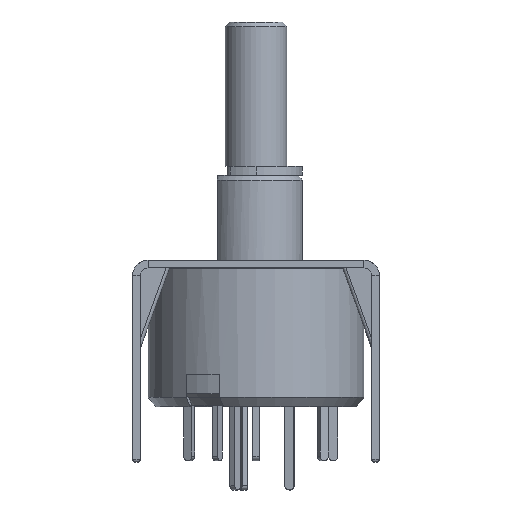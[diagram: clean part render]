
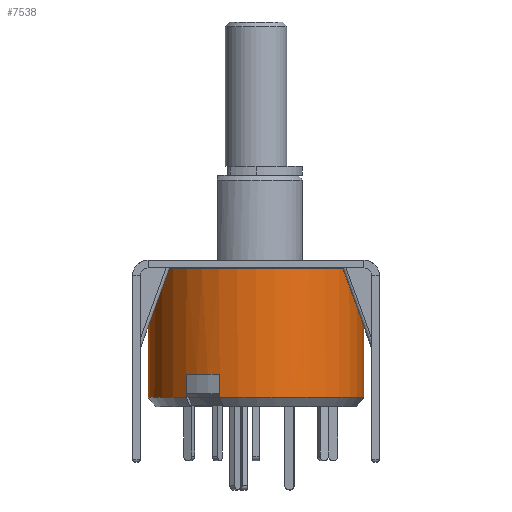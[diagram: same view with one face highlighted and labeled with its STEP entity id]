
A CAD part, front view. The second image highlights one B-rep face of the part: STEP entity #7538.
In plain terms, the highlighted cylindrical face has radius 7 mm (diameter 14 mm), a partial arc.
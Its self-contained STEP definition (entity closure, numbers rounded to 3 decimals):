
#410 = VECTOR ( 'NONE', #9991, 1000. ) ;
#556 = CARTESIAN_POINT ( 'NONE',  ( -7., 0., 9. ) ) ;
#711 = DIRECTION ( 'NONE',  ( 1., 0., 0. ) ) ;
#766 = ORIENTED_EDGE ( 'NONE', *, *, #7152, .T. ) ;
#978 = DIRECTION ( 'NONE',  ( -1., 0., 0. ) ) ;
#1183 = AXIS2_PLACEMENT_3D ( 'NONE', #9223, #4524, #7373 ) ;
#1326 = ORIENTED_EDGE ( 'NONE', *, *, #9630, .T. ) ;
#1329 = DIRECTION ( 'NONE',  ( 0., 0., -1. ) ) ;
#1667 = EDGE_CURVE ( 'NONE', #7971, #8422, #5352, .T. ) ;
#2000 = CARTESIAN_POINT ( 'NONE',  ( 0., 0., 0.95 ) ) ;
#2138 = CARTESIAN_POINT ( 'NONE',  ( -2.361, -6.59, 9. ) ) ;
#2299 = CIRCLE ( 'NONE', #4605, 7. ) ;
#2389 = VECTOR ( 'NONE', #6491, 1000. ) ;
#2427 = CARTESIAN_POINT ( 'NONE',  ( -2.361, -6.59, -5.9 ) ) ;
#2494 = CARTESIAN_POINT ( 'NONE',  ( 7., 0., -7.4 ) ) ;
#2651 = VERTEX_POINT ( 'NONE', #4691 ) ;
#2683 = DIRECTION ( 'NONE',  ( 0., 0., 1. ) ) ;
#2722 = DIRECTION ( 'NONE',  ( -1., 0., 0. ) ) ;
#2986 = DIRECTION ( 'NONE',  ( -1., 0., 0. ) ) ;
#3016 = CYLINDRICAL_SURFACE ( 'NONE', #5029, 7. ) ;
#3191 = CARTESIAN_POINT ( 'NONE',  ( -2.361, -6.59, -7.4 ) ) ;
#3243 = VECTOR ( 'NONE', #9254, 1000. ) ;
#3285 = CARTESIAN_POINT ( 'NONE',  ( -7., 0., -7.4 ) ) ;
#3363 = VERTEX_POINT ( 'NONE', #5678 ) ;
#3430 = VERTEX_POINT ( 'NONE', #7805 ) ;
#3983 = CIRCLE ( 'NONE', #9860, 7. ) ;
#4193 = ORIENTED_EDGE ( 'NONE', *, *, #10163, .F. ) ;
#4521 = VERTEX_POINT ( 'NONE', #2427 ) ;
#4524 = DIRECTION ( 'NONE',  ( 0., 0., -1. ) ) ;
#4594 = CARTESIAN_POINT ( 'NONE',  ( 7., 0., 9. ) ) ;
#4605 = AXIS2_PLACEMENT_3D ( 'NONE', #2000, #9378, #2986 ) ;
#4691 = CARTESIAN_POINT ( 'NONE',  ( -4.526, -5.34, -7.4 ) ) ;
#4845 = ORIENTED_EDGE ( 'NONE', *, *, #10657, .T. ) ;
#4883 = LINE ( 'NONE', #4594, #2389 ) ;
#5029 = AXIS2_PLACEMENT_3D ( 'NONE', #6583, #11122, #978 ) ;
#5352 = CIRCLE ( 'NONE', #8193, 7. ) ;
#5379 = ORIENTED_EDGE ( 'NONE', *, *, #7763, .T. ) ;
#5610 = FACE_OUTER_BOUND ( 'NONE', #5684, .T. ) ;
#5678 = CARTESIAN_POINT ( 'NONE',  ( -7., 0., 0.95 ) ) ;
#5684 = EDGE_LOOP ( 'NONE', ( #8366, #9474, #4845, #4193, #766, #1326, #5379, #7321 ) ) ;
#5872 = CIRCLE ( 'NONE', #1183, 7. ) ;
#6140 = EDGE_CURVE ( 'NONE', #3430, #7971, #4883, .T. ) ;
#6491 = DIRECTION ( 'NONE',  ( 0., 0., -1. ) ) ;
#6583 = CARTESIAN_POINT ( 'NONE',  ( 0., 0., 9. ) ) ;
#7152 = EDGE_CURVE ( 'NONE', #2651, #11737, #9432, .T. ) ;
#7321 = ORIENTED_EDGE ( 'NONE', *, *, #1667, .F. ) ;
#7373 = DIRECTION ( 'NONE',  ( 1., 0., 0. ) ) ;
#7538 = ADVANCED_FACE ( 'NONE', ( #5610 ), #3016, .T. ) ;
#7763 = EDGE_CURVE ( 'NONE', #4521, #8422, #10150, .T. ) ;
#7805 = CARTESIAN_POINT ( 'NONE',  ( 7., 0., 0.95 ) ) ;
#7857 = VERTEX_POINT ( 'NONE', #3285 ) ;
#7971 = VERTEX_POINT ( 'NONE', #2494 ) ;
#8193 = AXIS2_PLACEMENT_3D ( 'NONE', #11788, #8922, #711 ) ;
#8366 = ORIENTED_EDGE ( 'NONE', *, *, #6140, .F. ) ;
#8422 = VERTEX_POINT ( 'NONE', #3191 ) ;
#8794 = CARTESIAN_POINT ( 'NONE',  ( -4.526, -5.34, -5.9 ) ) ;
#8922 = DIRECTION ( 'NONE',  ( 0., 0., -1. ) ) ;
#9136 = EDGE_CURVE ( 'NONE', #3430, #3363, #2299, .T. ) ;
#9223 = CARTESIAN_POINT ( 'NONE',  ( 0., 0., -7.4 ) ) ;
#9254 = DIRECTION ( 'NONE',  ( 0., 0., -1. ) ) ;
#9281 = CARTESIAN_POINT ( 'NONE',  ( 0., 0., -5.9 ) ) ;
#9378 = DIRECTION ( 'NONE',  ( 0., 0., -1. ) ) ;
#9432 = LINE ( 'NONE', #10036, #410 ) ;
#9474 = ORIENTED_EDGE ( 'NONE', *, *, #9136, .T. ) ;
#9630 = EDGE_CURVE ( 'NONE', #11737, #4521, #3983, .T. ) ;
#9857 = VECTOR ( 'NONE', #1329, 1000. ) ;
#9860 = AXIS2_PLACEMENT_3D ( 'NONE', #9281, #2683, #2722 ) ;
#9991 = DIRECTION ( 'NONE',  ( 0., 0., 1. ) ) ;
#10036 = CARTESIAN_POINT ( 'NONE',  ( -4.526, -5.34, 9. ) ) ;
#10150 = LINE ( 'NONE', #2138, #9857 ) ;
#10163 = EDGE_CURVE ( 'NONE', #2651, #7857, #5872, .T. ) ;
#10657 = EDGE_CURVE ( 'NONE', #3363, #7857, #11124, .T. ) ;
#11122 = DIRECTION ( 'NONE',  ( 0., 0., -1. ) ) ;
#11124 = LINE ( 'NONE', #556, #3243 ) ;
#11737 = VERTEX_POINT ( 'NONE', #8794 ) ;
#11788 = CARTESIAN_POINT ( 'NONE',  ( 0., 0., -7.4 ) ) ;
